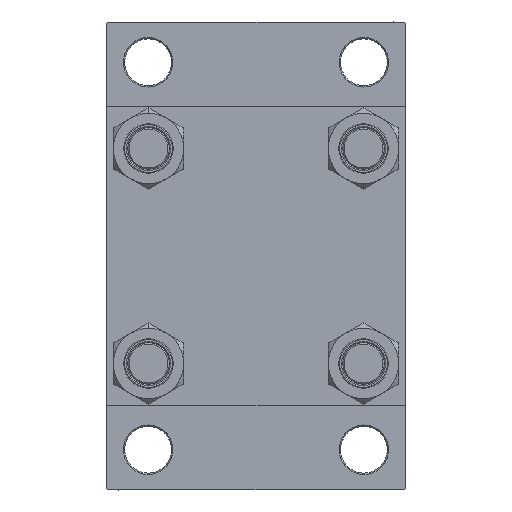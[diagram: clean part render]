
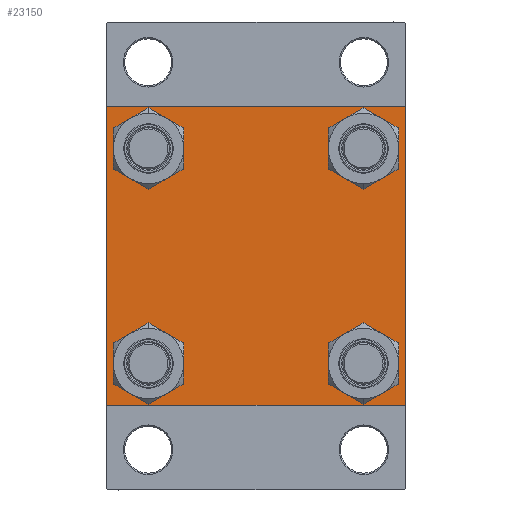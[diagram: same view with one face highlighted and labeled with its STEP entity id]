
A CAD part, left-side view. The second image highlights one B-rep face of the part: STEP entity #23150.
In plain terms, the highlighted planar face has unit normal (-1, 0, 0).
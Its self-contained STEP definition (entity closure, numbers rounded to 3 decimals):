
#284 = LINE ( 'NONE', #45348, #18804 ) ;
#459 = CARTESIAN_POINT ( 'NONE',  ( 0., 41.35, 41.35 ) ) ;
#487 = VERTEX_POINT ( 'NONE', #43315 ) ;
#760 = DIRECTION ( 'NONE',  ( 0., 0., -1. ) ) ;
#914 = VECTOR ( 'NONE', #41040, 1000. ) ;
#1825 = CIRCLE ( 'NONE', #15667, 8.5 ) ;
#1961 = CARTESIAN_POINT ( 'NONE',  ( 0., -41.35, 41.35 ) ) ;
#2183 = CARTESIAN_POINT ( 'NONE',  ( 0., 57.25, 57.25 ) ) ;
#2552 = CIRCLE ( 'NONE', #3338, 8.5 ) ;
#3320 = ORIENTED_EDGE ( 'NONE', *, *, #44168, .T. ) ;
#3338 = AXIS2_PLACEMENT_3D ( 'NONE', #18882, #22008, #33115 ) ;
#3518 = DIRECTION ( 'NONE',  ( 1., 0., 0. ) ) ;
#3792 = EDGE_CURVE ( 'NONE', #42044, #487, #24611, .T. ) ;
#4159 = LINE ( 'NONE', #23407, #914 ) ;
#4787 = EDGE_CURVE ( 'NONE', #26134, #39860, #19866, .T. ) ;
#4801 = CARTESIAN_POINT ( 'NONE',  ( 0., -57.5, 57. ) ) ;
#4958 = DIRECTION ( 'NONE',  ( 0., 0., 1. ) ) ;
#5185 = ORIENTED_EDGE ( 'NONE', *, *, #46960, .T. ) ;
#5222 = EDGE_LOOP ( 'NONE', ( #24596, #11631 ) ) ;
#5620 = CARTESIAN_POINT ( 'NONE',  ( 0., 41.35, -32.85 ) ) ;
#5727 = DIRECTION ( 'NONE',  ( 0., 0., 1. ) ) ;
#6533 = EDGE_LOOP ( 'NONE', ( #37932, #35791 ) ) ;
#6554 = ORIENTED_EDGE ( 'NONE', *, *, #4787, .T. ) ;
#7163 = DIRECTION ( 'NONE',  ( 0., -1., 0. ) ) ;
#7283 = EDGE_CURVE ( 'NONE', #35080, #20284, #46136, .T. ) ;
#7392 = ORIENTED_EDGE ( 'NONE', *, *, #16639, .F. ) ;
#7428 = EDGE_CURVE ( 'NONE', #47429, #21393, #26951, .T. ) ;
#7441 = DIRECTION ( 'NONE',  ( 0., 0., 1. ) ) ;
#7743 = FACE_BOUND ( 'NONE', #42268, .T. ) ;
#9638 = AXIS2_PLACEMENT_3D ( 'NONE', #38529, #42140, #5727 ) ;
#10109 = VERTEX_POINT ( 'NONE', #33235 ) ;
#10879 = DIRECTION ( 'NONE',  ( -1., 0., 0. ) ) ;
#10968 = CARTESIAN_POINT ( 'NONE',  ( 0., 57., 57.5 ) ) ;
#11631 = ORIENTED_EDGE ( 'NONE', *, *, #7283, .T. ) ;
#11713 = VECTOR ( 'NONE', #7163, 1000. ) ;
#11737 = EDGE_CURVE ( 'NONE', #18681, #29754, #46271, .T. ) ;
#12402 = CARTESIAN_POINT ( 'NONE',  ( 0., 41.35, 32.85 ) ) ;
#12614 = ORIENTED_EDGE ( 'NONE', *, *, #19176, .T. ) ;
#14129 = EDGE_CURVE ( 'NONE', #27558, #21393, #26187, .T. ) ;
#15151 = DIRECTION ( 'NONE',  ( 1., 0., 0. ) ) ;
#15667 = AXIS2_PLACEMENT_3D ( 'NONE', #41602, #38697, #4958 ) ;
#16639 = EDGE_CURVE ( 'NONE', #47429, #40763, #4159, .T. ) ;
#16643 = DIRECTION ( 'NONE',  ( 1., 0., 0. ) ) ;
#16670 = ORIENTED_EDGE ( 'NONE', *, *, #44111, .T. ) ;
#16869 = DIRECTION ( 'NONE',  ( 0., 0.707, -0.707 ) ) ;
#17547 = CARTESIAN_POINT ( 'NONE',  ( 0., 57., -57.5 ) ) ;
#17621 = CARTESIAN_POINT ( 'NONE',  ( 0., 57.5, -57.5 ) ) ;
#17956 = CIRCLE ( 'NONE', #21027, 8.5 ) ;
#18197 = DIRECTION ( 'NONE',  ( 0., 0., 1. ) ) ;
#18681 = VERTEX_POINT ( 'NONE', #34354 ) ;
#18804 = VECTOR ( 'NONE', #760, 1000. ) ;
#18824 = PLANE ( 'NONE',  #22638 ) ;
#18882 = CARTESIAN_POINT ( 'NONE',  ( 0., 41.35, -41.35 ) ) ;
#19176 = EDGE_CURVE ( 'NONE', #10109, #42044, #25660, .T. ) ;
#19289 = FACE_OUTER_BOUND ( 'NONE', #38035, .T. ) ;
#19477 = CARTESIAN_POINT ( 'NONE',  ( 0., -57.25, 57.25 ) ) ;
#19866 = CIRCLE ( 'NONE', #46820, 8.5 ) ;
#20284 = VERTEX_POINT ( 'NONE', #24657 ) ;
#20587 = EDGE_CURVE ( 'NONE', #29754, #18681, #17956, .T. ) ;
#20645 = EDGE_CURVE ( 'NONE', #38160, #40779, #1825, .T. ) ;
#20716 = VECTOR ( 'NONE', #31296, 1000. ) ;
#21027 = AXIS2_PLACEMENT_3D ( 'NONE', #23012, #3518, #18197 ) ;
#21393 = VERTEX_POINT ( 'NONE', #34259 ) ;
#22008 = DIRECTION ( 'NONE',  ( 1., 0., 0. ) ) ;
#22638 = AXIS2_PLACEMENT_3D ( 'NONE', #33548, #10879, #25571 ) ;
#22708 = CIRCLE ( 'NONE', #9638, 8.5 ) ;
#22904 = FACE_BOUND ( 'NONE', #5222, .T. ) ;
#23012 = CARTESIAN_POINT ( 'NONE',  ( 0., -41.35, 41.35 ) ) ;
#23150 = ADVANCED_FACE ( 'NONE', ( #43903, #40781, #7743, #22904, #19289 ), #18824, .T. ) ;
#23407 = CARTESIAN_POINT ( 'NONE',  ( 0., -57.5, 57.5 ) ) ;
#23872 = CARTESIAN_POINT ( 'NONE',  ( 0., 41.35, -49.85 ) ) ;
#24429 = VECTOR ( 'NONE', #42731, 1000. ) ;
#24482 = CARTESIAN_POINT ( 'NONE',  ( 0., -57.25, -57.25 ) ) ;
#24596 = ORIENTED_EDGE ( 'NONE', *, *, #25383, .T. ) ;
#24611 = LINE ( 'NONE', #17621, #24429 ) ;
#24657 = CARTESIAN_POINT ( 'NONE',  ( 0., 41.35, 49.85 ) ) ;
#24855 = CIRCLE ( 'NONE', #27957, 8.5 ) ;
#24868 = DIRECTION ( 'NONE',  ( 0., 0., 1. ) ) ;
#25383 = EDGE_CURVE ( 'NONE', #20284, #35080, #22708, .T. ) ;
#25571 = DIRECTION ( 'NONE',  ( 0., 0., 1. ) ) ;
#25660 = LINE ( 'NONE', #29044, #46407 ) ;
#26134 = VERTEX_POINT ( 'NONE', #5620 ) ;
#26187 = LINE ( 'NONE', #40202, #11713 ) ;
#26318 = CARTESIAN_POINT ( 'NONE',  ( 0., -41.35, -49.85 ) ) ;
#26671 = ORIENTED_EDGE ( 'NONE', *, *, #34846, .T. ) ;
#26951 = LINE ( 'NONE', #19477, #20716 ) ;
#27530 = CARTESIAN_POINT ( 'NONE',  ( 0., -41.35, 32.85 ) ) ;
#27558 = VERTEX_POINT ( 'NONE', #10968 ) ;
#27957 = AXIS2_PLACEMENT_3D ( 'NONE', #38654, #45157, #44920 ) ;
#28249 = CARTESIAN_POINT ( 'NONE',  ( 0., 41.35, -41.35 ) ) ;
#28351 = DIRECTION ( 'NONE',  ( 0., -0.707, 0.707 ) ) ;
#29044 = CARTESIAN_POINT ( 'NONE',  ( 0., 57.25, -57.25 ) ) ;
#29754 = VERTEX_POINT ( 'NONE', #27530 ) ;
#30254 = EDGE_CURVE ( 'NONE', #27558, #42612, #37891, .T. ) ;
#31296 = DIRECTION ( 'NONE',  ( 0., 0.707, 0.707 ) ) ;
#33049 = AXIS2_PLACEMENT_3D ( 'NONE', #459, #15151, #7441 ) ;
#33115 = DIRECTION ( 'NONE',  ( 0., 0., 1. ) ) ;
#33235 = CARTESIAN_POINT ( 'NONE',  ( 0., 57.5, -57. ) ) ;
#33548 = CARTESIAN_POINT ( 'NONE',  ( 0., 0., 0. ) ) ;
#33677 = ORIENTED_EDGE ( 'NONE', *, *, #7428, .T. ) ;
#33866 = ORIENTED_EDGE ( 'NONE', *, *, #30254, .T. ) ;
#34259 = CARTESIAN_POINT ( 'NONE',  ( 0., -57., 57.5 ) ) ;
#34354 = CARTESIAN_POINT ( 'NONE',  ( 0., -41.35, 49.85 ) ) ;
#34846 = EDGE_CURVE ( 'NONE', #487, #40763, #46450, .T. ) ;
#35080 = VERTEX_POINT ( 'NONE', #12402 ) ;
#35748 = DIRECTION ( 'NONE',  ( 1., 0., 0. ) ) ;
#35791 = ORIENTED_EDGE ( 'NONE', *, *, #20587, .T. ) ;
#36529 = ORIENTED_EDGE ( 'NONE', *, *, #14129, .F. ) ;
#37697 = VECTOR ( 'NONE', #16869, 1000. ) ;
#37891 = LINE ( 'NONE', #2183, #37697 ) ;
#37932 = ORIENTED_EDGE ( 'NONE', *, *, #11737, .T. ) ;
#38035 = EDGE_LOOP ( 'NONE', ( #5185, #12614, #43693, #26671, #7392, #33677, #36529, #33866 ) ) ;
#38160 = VERTEX_POINT ( 'NONE', #42613 ) ;
#38458 = CARTESIAN_POINT ( 'NONE',  ( 0., 57.5, 57. ) ) ;
#38529 = CARTESIAN_POINT ( 'NONE',  ( 0., 41.35, 41.35 ) ) ;
#38654 = CARTESIAN_POINT ( 'NONE',  ( 0., -41.35, -41.35 ) ) ;
#38697 = DIRECTION ( 'NONE',  ( 1., 0., 0. ) ) ;
#38834 = DIRECTION ( 'NONE',  ( 0., 0., 1. ) ) ;
#39860 = VERTEX_POINT ( 'NONE', #23872 ) ;
#40202 = CARTESIAN_POINT ( 'NONE',  ( 0., 57.5, 57.5 ) ) ;
#40763 = VERTEX_POINT ( 'NONE', #43463 ) ;
#40779 = VERTEX_POINT ( 'NONE', #26318 ) ;
#40781 = FACE_BOUND ( 'NONE', #47085, .T. ) ;
#41040 = DIRECTION ( 'NONE',  ( 0., 0., -1. ) ) ;
#41602 = CARTESIAN_POINT ( 'NONE',  ( 0., -41.35, -41.35 ) ) ;
#42044 = VERTEX_POINT ( 'NONE', #17547 ) ;
#42140 = DIRECTION ( 'NONE',  ( 1., 0., 0. ) ) ;
#42268 = EDGE_LOOP ( 'NONE', ( #6554, #16670 ) ) ;
#42612 = VERTEX_POINT ( 'NONE', #38458 ) ;
#42613 = CARTESIAN_POINT ( 'NONE',  ( 0., -41.35, -32.85 ) ) ;
#42731 = DIRECTION ( 'NONE',  ( 0., -1., 0. ) ) ;
#43297 = DIRECTION ( 'NONE',  ( 0., -0.707, -0.707 ) ) ;
#43315 = CARTESIAN_POINT ( 'NONE',  ( 0., -57., -57.5 ) ) ;
#43463 = CARTESIAN_POINT ( 'NONE',  ( 0., -57.5, -57. ) ) ;
#43693 = ORIENTED_EDGE ( 'NONE', *, *, #3792, .T. ) ;
#43903 = FACE_BOUND ( 'NONE', #6533, .T. ) ;
#44111 = EDGE_CURVE ( 'NONE', #39860, #26134, #2552, .T. ) ;
#44168 = EDGE_CURVE ( 'NONE', #40779, #38160, #24855, .T. ) ;
#44623 = VECTOR ( 'NONE', #28351, 1000. ) ;
#44920 = DIRECTION ( 'NONE',  ( 0., 0., 1. ) ) ;
#45157 = DIRECTION ( 'NONE',  ( 1., 0., 0. ) ) ;
#45348 = CARTESIAN_POINT ( 'NONE',  ( 0., 57.5, 57.5 ) ) ;
#46136 = CIRCLE ( 'NONE', #33049, 8.5 ) ;
#46271 = CIRCLE ( 'NONE', #46309, 8.5 ) ;
#46309 = AXIS2_PLACEMENT_3D ( 'NONE', #1961, #16643, #38834 ) ;
#46407 = VECTOR ( 'NONE', #43297, 1000. ) ;
#46450 = LINE ( 'NONE', #24482, #44623 ) ;
#46820 = AXIS2_PLACEMENT_3D ( 'NONE', #28249, #35748, #24868 ) ;
#46960 = EDGE_CURVE ( 'NONE', #42612, #10109, #284, .T. ) ;
#47085 = EDGE_LOOP ( 'NONE', ( #47422, #3320 ) ) ;
#47422 = ORIENTED_EDGE ( 'NONE', *, *, #20645, .T. ) ;
#47429 = VERTEX_POINT ( 'NONE', #4801 ) ;
